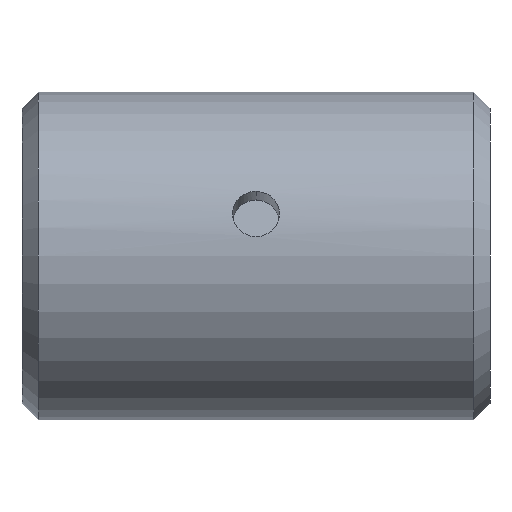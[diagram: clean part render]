
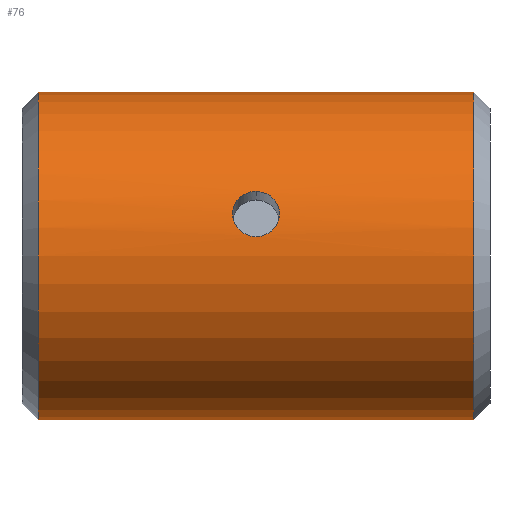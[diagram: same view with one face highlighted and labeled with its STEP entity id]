
A CAD part, front view. The second image highlights one B-rep face of the part: STEP entity #76.
In plain terms, the highlighted cylindrical face has radius 3.5 mm (diameter 7 mm), a partial arc.
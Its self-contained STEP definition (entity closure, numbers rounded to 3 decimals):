
#76=ADVANCED_FACE('NONE',(#158,#159),#160,.T.);
#158=FACE_OUTER_BOUND('',#240,.T.);
#159=FACE_BOUND('',#241,.T.);
#160=CYLINDRICAL_SURFACE('',#242,3.5);
#240=EDGE_LOOP('',(#386,#387,#388,#389));
#241=EDGE_LOOP('',(#390,#391));
#242=AXIS2_PLACEMENT_3D('',#392,#393,#394);
#386=ORIENTED_EDGE('',*,*,#482,.T.);
#387=ORIENTED_EDGE('',*,*,#509,.F.);
#388=ORIENTED_EDGE('',*,*,#484,.T.);
#389=ORIENTED_EDGE('',*,*,#498,.T.);
#390=ORIENTED_EDGE('',*,*,#511,.T.);
#391=ORIENTED_EDGE('',*,*,#456,.T.);
#392=CARTESIAN_POINT('',(-8.0,0.0,0.0));
#393=DIRECTION('',(1.0,0.0,-0.0));
#394=DIRECTION('',(0.0,0.0,1.0));
#456=EDGE_CURVE('NONE',#528,#525,#529,.T.);
#482=EDGE_CURVE('',#572,#573,#574,.T.);
#484=EDGE_CURVE('',#577,#575,#578,.T.);
#498=EDGE_CURVE('NONE',#575,#572,#596,.T.);
#509=EDGE_CURVE('NONE',#577,#573,#607,.T.);
#511=EDGE_CURVE('NONE',#525,#528,#609,.T.);
#525=VERTEX_POINT('NONE',#623);
#528=VERTEX_POINT('',#627);
#529=B_SPLINE_CURVE_WITH_KNOTS('',3,(#628,#629,#630,#631,#632,#633,#634,#635,#636,#637),.UNSPECIFIED.,.F.,.F.,(4,2,2,2,4),(0.002,0.002,0.002,0.003,0.003),.UNSPECIFIED.);
#572=VERTEX_POINT('NONE',#729);
#573=VERTEX_POINT('NONE',#730);
#574=LINE('',#731,#732);
#575=VERTEX_POINT('',#733);
#577=VERTEX_POINT('',#735);
#578=LINE('',#736,#737);
#596=CIRCLE('',#761,3.5);
#607=CIRCLE('',#772,3.5);
#609=B_SPLINE_CURVE_WITH_KNOTS('',3,(#774,#775,#776,#777,#778,#779,#780,#781,#782,#783,#784,#785),.UNSPECIFIED.,.F.,.F.,(4,2,2,2,2,4),(0.,0.,0.001,0.001,0.002,0.002),.UNSPECIFIED.);
#623=CARTESIAN_POINT('',(0.0,-3.475,0.414));
#627=CARTESIAN_POINT('',(0.,-3.217,1.38));
#628=CARTESIAN_POINT('',(0.,-3.217,1.38));
#629=CARTESIAN_POINT('',(0.131,-3.217,1.38));
#630=CARTESIAN_POINT('',(0.261,-3.239,1.33));
#631=CARTESIAN_POINT('',(0.445,-3.305,1.157));
#632=CARTESIAN_POINT('',(0.5,-3.346,1.034));
#633=CARTESIAN_POINT('',(0.5,-3.415,0.779));
#634=CARTESIAN_POINT('',(0.446,-3.44,0.651));
#635=CARTESIAN_POINT('',(0.262,-3.47,0.469));
#636=CARTESIAN_POINT('',(0.132,-3.475,0.414));
#637=CARTESIAN_POINT('',(0.0,-3.475,0.414));
#729=CARTESIAN_POINT('',(4.65,0.0,3.5));
#730=CARTESIAN_POINT('',(-4.65,0.0,3.5));
#731=CARTESIAN_POINT('',(0.,0.,3.5));
#732=VECTOR('',#829,1.0);
#733=CARTESIAN_POINT('',(4.65,0.,-3.5));
#735=CARTESIAN_POINT('',(-4.65,0.,-3.5));
#736=CARTESIAN_POINT('',(0.,0.,-3.5));
#737=VECTOR('',#833,1.0);
#761=AXIS2_PLACEMENT_3D('',#849,#850,#851);
#772=AXIS2_PLACEMENT_3D('',#870,#871,#872);
#774=CARTESIAN_POINT('',(0.,-3.475,0.414));
#775=CARTESIAN_POINT('',(-0.132,-3.475,0.414));
#776=CARTESIAN_POINT('',(-0.261,-3.47,0.468));
#777=CARTESIAN_POINT('',(-0.446,-3.44,0.651));
#778=CARTESIAN_POINT('',(-0.5,-3.415,0.779));
#779=CARTESIAN_POINT('',(-0.5,-3.347,1.032));
#780=CARTESIAN_POINT('',(-0.447,-3.305,1.155));
#781=CARTESIAN_POINT('',(-0.26,-3.239,1.33));
#782=CARTESIAN_POINT('',(-0.131,-3.217,1.379));
#783=CARTESIAN_POINT('',(0.,-3.217,1.38));
#784=CARTESIAN_POINT('',(0.,-3.217,1.38));
#785=CARTESIAN_POINT('',(0.,-3.217,1.38));
#829=DIRECTION('',(-1.0,-0.0,-0.0));
#833=DIRECTION('',(1.0,0.0,0.0));
#849=CARTESIAN_POINT('',(4.65,0.0,0.0));
#850=DIRECTION('',(-1.0,0.0,0.0));
#851=DIRECTION('',(0.0,0.0,1.0));
#870=CARTESIAN_POINT('',(-4.65,0.0,0.0));
#871=DIRECTION('',(-1.0,0.0,0.0));
#872=DIRECTION('',(0.0,0.0,1.0));
